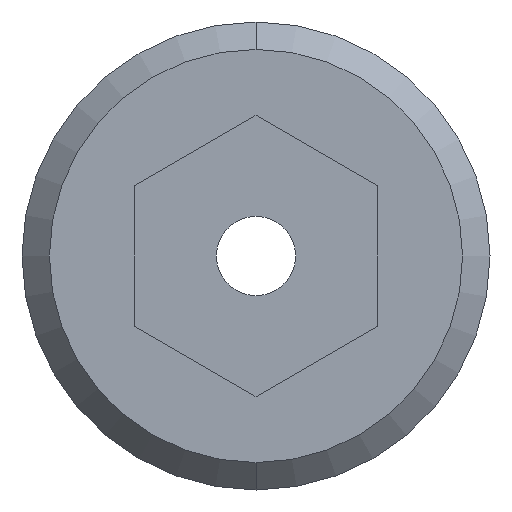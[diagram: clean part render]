
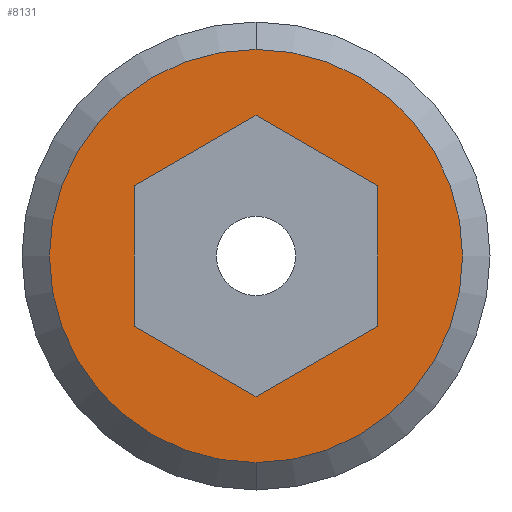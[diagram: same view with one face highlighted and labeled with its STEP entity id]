
A CAD part, left-side view. The second image highlights one B-rep face of the part: STEP entity #8131.
In plain terms, the highlighted planar face has unit normal (-1, 0, 0).
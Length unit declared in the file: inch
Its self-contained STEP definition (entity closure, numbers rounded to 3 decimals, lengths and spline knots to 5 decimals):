
#3856=CARTESIAN_POINT('',(-0.188,0.,0.));
#3857=DIRECTION('',(-1.,0.,0.));
#3858=DIRECTION('',(0.,1.,0.));
#3859=AXIS2_PLACEMENT_3D('',#3856,#3857,#3858);
#3874=DIRECTION('',(0.,0.5,0.866));
#3875=VECTOR('',#3874,0.09238);
#3876=CARTESIAN_POINT('',(-0.188,0.04619,-0.08));
#3877=LINE('',#3876,#3875);
#3878=DIRECTION('',(0.,1.,0.));
#3879=VECTOR('',#3878,0.09238);
#3880=CARTESIAN_POINT('',(-0.188,-0.04619,-0.08));
#3881=LINE('',#3880,#3879);
#3882=DIRECTION('',(0.,0.5,-0.866));
#3883=VECTOR('',#3882,0.09238);
#3884=CARTESIAN_POINT('',(-0.188,-0.09238,0.));
#3885=LINE('',#3884,#3883);
#3886=DIRECTION('',(0.,-0.5,-0.866));
#3887=VECTOR('',#3886,0.09238);
#3888=CARTESIAN_POINT('',(-0.188,-0.04619,0.08));
#3889=LINE('',#3888,#3887);
#3890=DIRECTION('',(0.,-1.,0.));
#3891=VECTOR('',#3890,0.09238);
#3892=CARTESIAN_POINT('',(-0.188,0.04619,0.08));
#3893=LINE('',#3892,#3891);
#3894=DIRECTION('',(0.,-0.5,0.866));
#3895=VECTOR('',#3894,0.09238);
#3896=CARTESIAN_POINT('',(-0.188,0.09238,0.));
#3897=LINE('',#3896,#3895);
#3898=CARTESIAN_POINT('',(-0.188,0.,0.));
#3899=DIRECTION('',(1.,0.,0.));
#3900=DIRECTION('',(0.,1.,0.));
#3901=AXIS2_PLACEMENT_3D('',#3898,#3899,#3900);
#4154=CARTESIAN_POINT('',(-0.188,0.13575,0.));
#4155=CARTESIAN_POINT('',(-0.188,-0.13575,0.));
#4156=VERTEX_POINT('',#4154);
#4157=VERTEX_POINT('',#4155);
#4174=CARTESIAN_POINT('',(-0.188,0.04619,-0.08));
#4175=CARTESIAN_POINT('',(-0.188,0.09238,0.));
#4176=VERTEX_POINT('',#4174);
#4177=VERTEX_POINT('',#4175);
#4178=CARTESIAN_POINT('',(-0.188,-0.04619,-0.08));
#4179=VERTEX_POINT('',#4178);
#4180=CARTESIAN_POINT('',(-0.188,-0.09238,0.));
#4181=VERTEX_POINT('',#4180);
#4182=CARTESIAN_POINT('',(-0.188,-0.04619,0.08));
#4183=VERTEX_POINT('',#4182);
#4184=CARTESIAN_POINT('',(-0.188,0.04619,0.08));
#4185=VERTEX_POINT('',#4184);
#8107=CARTESIAN_POINT('',(-0.188,0.,0.));
#8108=DIRECTION('',(1.,0.,0.));
#8109=DIRECTION('',(0.,-1.,0.));
#8110=AXIS2_PLACEMENT_3D('',#8107,#8108,#8109);
#8111=PLANE('',#8110);
#8112=ORIENTED_EDGE('',*,*,#8097,.F.);
#8114=ORIENTED_EDGE('',*,*,#8113,.T.);
#8115=EDGE_LOOP('',(#8112,#8114));
#8116=FACE_OUTER_BOUND('',#8115,.F.);
#8118=ORIENTED_EDGE('',*,*,#8117,.F.);
#8120=ORIENTED_EDGE('',*,*,#8119,.F.);
#8122=ORIENTED_EDGE('',*,*,#8121,.F.);
#8124=ORIENTED_EDGE('',*,*,#8123,.F.);
#8126=ORIENTED_EDGE('',*,*,#8125,.F.);
#8128=ORIENTED_EDGE('',*,*,#8127,.F.);
#8129=EDGE_LOOP('',(#8118,#8120,#8122,#8124,#8126,#8128));
#8130=FACE_BOUND('',#8129,.F.);
#3860=CIRCLE('',#3859,0.13575);
#3902=CIRCLE('',#3901,0.13575);
#8097=EDGE_CURVE('',#4156,#4157,#3860,.T.);
#8113=EDGE_CURVE('',#4156,#4157,#3902,.T.);
#8117=EDGE_CURVE('',#4176,#4177,#3877,.T.);
#8119=EDGE_CURVE('',#4179,#4176,#3881,.T.);
#8121=EDGE_CURVE('',#4181,#4179,#3885,.T.);
#8123=EDGE_CURVE('',#4183,#4181,#3889,.T.);
#8125=EDGE_CURVE('',#4185,#4183,#3893,.T.);
#8127=EDGE_CURVE('',#4177,#4185,#3897,.T.);
#8131=ADVANCED_FACE('',(#8116,#8130),#8111,.F.);
